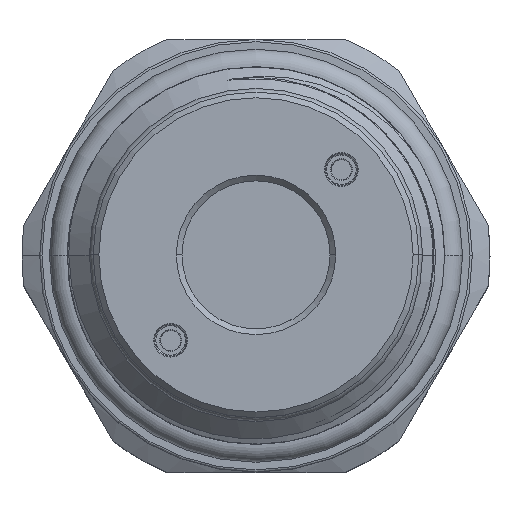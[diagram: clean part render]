
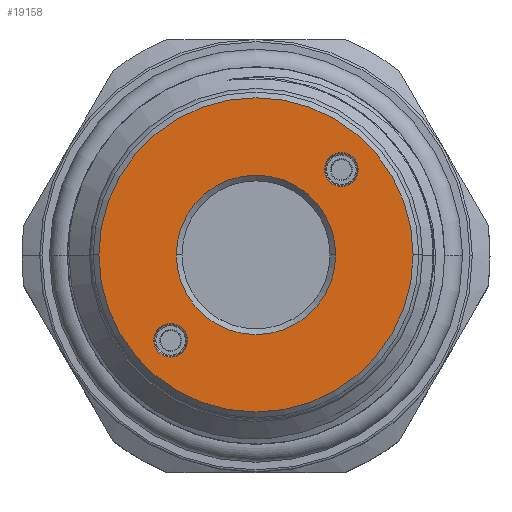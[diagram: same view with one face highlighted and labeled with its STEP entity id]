
A CAD part, top view. The second image highlights one B-rep face of the part: STEP entity #19158.
In plain terms, the highlighted planar face has unit normal (0, 0, 1).
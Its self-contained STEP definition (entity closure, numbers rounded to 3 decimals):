
#299 = VERTEX_POINT ( 'NONE', #7717 ) ;
#501 = DIRECTION ( 'NONE',  ( 1., 0., 0. ) ) ;
#1291 = VERTEX_POINT ( 'NONE', #29481 ) ;
#1698 = CIRCLE ( 'NONE', #21515, 1.48 ) ;
#1821 = ORIENTED_EDGE ( 'NONE', *, *, #32295, .T. ) ;
#2385 = DIRECTION ( 'NONE',  ( 0., -1., 0. ) ) ;
#2436 = CIRCLE ( 'NONE', #10779, 13.8 ) ;
#2597 = VERTEX_POINT ( 'NONE', #32579 ) ;
#3813 = DIRECTION ( 'NONE',  ( 0., 0., 1. ) ) ;
#3952 = CARTESIAN_POINT ( 'NONE',  ( 7.495, 8.976, 0. ) ) ;
#4481 = VERTEX_POINT ( 'NONE', #35001 ) ;
#5768 = ORIENTED_EDGE ( 'NONE', *, *, #32669, .T. ) ;
#6438 = CARTESIAN_POINT ( 'NONE',  ( -13.8, 0., 0. ) ) ;
#6633 = DIRECTION ( 'NONE',  ( 1., 0., 0. ) ) ;
#7360 = CARTESIAN_POINT ( 'NONE',  ( 0., 0., 0. ) ) ;
#7557 = CARTESIAN_POINT ( 'NONE',  ( -7.495, -7.495, 0. ) ) ;
#7685 = CARTESIAN_POINT ( 'NONE',  ( 7., 0., 0. ) ) ;
#7717 = CARTESIAN_POINT ( 'NONE',  ( 13.8, 0., 0. ) ) ;
#8863 = ORIENTED_EDGE ( 'NONE', *, *, #32979, .T. ) ;
#9144 = CIRCLE ( 'NONE', #17504, 7. ) ;
#9727 = ORIENTED_EDGE ( 'NONE', *, *, #22440, .T. ) ;
#9837 = FACE_BOUND ( 'NONE', #29530, .T. ) ;
#10488 = DIRECTION ( 'NONE',  ( 0., 0., -1. ) ) ;
#10708 = VERTEX_POINT ( 'NONE', #6438 ) ;
#10779 = AXIS2_PLACEMENT_3D ( 'NONE', #31274, #11939, #501 ) ;
#11939 = DIRECTION ( 'NONE',  ( 0., 0., 1. ) ) ;
#12052 = FACE_BOUND ( 'NONE', #32522, .T. ) ;
#12713 = CARTESIAN_POINT ( 'NONE',  ( 0., 0., 0. ) ) ;
#12816 = DIRECTION ( 'NONE',  ( 1., 0., 0. ) ) ;
#14949 = ORIENTED_EDGE ( 'NONE', *, *, #17633, .T. ) ;
#15441 = DIRECTION ( 'NONE',  ( 0., 0., -1. ) ) ;
#15612 = FACE_OUTER_BOUND ( 'NONE', #27750, .T. ) ;
#15680 = DIRECTION ( 'NONE',  ( 0., 0., -1. ) ) ;
#16089 = CIRCLE ( 'NONE', #22543, 1.48 ) ;
#17456 = AXIS2_PLACEMENT_3D ( 'NONE', #32497, #15680, #24191 ) ;
#17504 = AXIS2_PLACEMENT_3D ( 'NONE', #12713, #15441, #35100 ) ;
#17515 = AXIS2_PLACEMENT_3D ( 'NONE', #32250, #18372, #35067 ) ;
#17633 = EDGE_CURVE ( 'NONE', #10708, #299, #2436, .T. ) ;
#17879 = PLANE ( 'NONE',  #30335 ) ;
#18372 = DIRECTION ( 'NONE',  ( 0., 0., -1. ) ) ;
#18735 = CARTESIAN_POINT ( 'NONE',  ( -7.495, -6.015, 0. ) ) ;
#19158 = ADVANCED_FACE ( 'NONE', ( #9837, #26187, #15612, #12052 ), #17879, .T. ) ;
#20735 = CARTESIAN_POINT ( 'NONE',  ( 0., 0., 0. ) ) ;
#21230 = VERTEX_POINT ( 'NONE', #18735 ) ;
#21332 = DIRECTION ( 'NONE',  ( 0., 1., 0. ) ) ;
#21515 = AXIS2_PLACEMENT_3D ( 'NONE', #36234, #25081, #2385 ) ;
#21683 = CIRCLE ( 'NONE', #27288, 1.48 ) ;
#22440 = EDGE_CURVE ( 'NONE', #4481, #25047, #34246, .T. ) ;
#22543 = AXIS2_PLACEMENT_3D ( 'NONE', #24139, #32578, #21332 ) ;
#22687 = ORIENTED_EDGE ( 'NONE', *, *, #24908, .T. ) ;
#23190 = AXIS2_PLACEMENT_3D ( 'NONE', #7360, #29679, #12816 ) ;
#24139 = CARTESIAN_POINT ( 'NONE',  ( 7.495, 7.495, 0. ) ) ;
#24191 = DIRECTION ( 'NONE',  ( 0., 1., 0. ) ) ;
#24908 = EDGE_CURVE ( 'NONE', #34729, #2597, #16089, .T. ) ;
#25032 = CIRCLE ( 'NONE', #23190, 13.8 ) ;
#25047 = VERTEX_POINT ( 'NONE', #7685 ) ;
#25081 = DIRECTION ( 'NONE',  ( 0., 0., -1. ) ) ;
#26187 = FACE_BOUND ( 'NONE', #34187, .T. ) ;
#27288 = AXIS2_PLACEMENT_3D ( 'NONE', #7557, #10488, #30102 ) ;
#27750 = EDGE_LOOP ( 'NONE', ( #14949, #8863 ) ) ;
#29089 = EDGE_CURVE ( 'NONE', #21230, #1291, #21683, .T. ) ;
#29481 = CARTESIAN_POINT ( 'NONE',  ( -7.495, -8.976, 0. ) ) ;
#29530 = EDGE_LOOP ( 'NONE', ( #34194, #22687 ) ) ;
#29679 = DIRECTION ( 'NONE',  ( 0., 0., 1. ) ) ;
#30102 = DIRECTION ( 'NONE',  ( 0., -1., 0. ) ) ;
#30335 = AXIS2_PLACEMENT_3D ( 'NONE', #20735, #3813, #6633 ) ;
#30759 = EDGE_CURVE ( 'NONE', #2597, #34729, #33509, .T. ) ;
#31274 = CARTESIAN_POINT ( 'NONE',  ( 0., 0., 0. ) ) ;
#32250 = CARTESIAN_POINT ( 'NONE',  ( 0., 0., 0. ) ) ;
#32295 = EDGE_CURVE ( 'NONE', #1291, #21230, #1698, .T. ) ;
#32497 = CARTESIAN_POINT ( 'NONE',  ( 7.495, 7.495, 0. ) ) ;
#32522 = EDGE_LOOP ( 'NONE', ( #33999, #1821 ) ) ;
#32578 = DIRECTION ( 'NONE',  ( 0., 0., -1. ) ) ;
#32579 = CARTESIAN_POINT ( 'NONE',  ( 7.495, 6.015, 0. ) ) ;
#32669 = EDGE_CURVE ( 'NONE', #25047, #4481, #9144, .T. ) ;
#32979 = EDGE_CURVE ( 'NONE', #299, #10708, #25032, .T. ) ;
#33509 = CIRCLE ( 'NONE', #17456, 1.48 ) ;
#33999 = ORIENTED_EDGE ( 'NONE', *, *, #29089, .T. ) ;
#34187 = EDGE_LOOP ( 'NONE', ( #5768, #9727 ) ) ;
#34194 = ORIENTED_EDGE ( 'NONE', *, *, #30759, .T. ) ;
#34246 = CIRCLE ( 'NONE', #17515, 7. ) ;
#34729 = VERTEX_POINT ( 'NONE', #3952 ) ;
#35001 = CARTESIAN_POINT ( 'NONE',  ( -7., 0., 0. ) ) ;
#35067 = DIRECTION ( 'NONE',  ( 1., 0., 0. ) ) ;
#35100 = DIRECTION ( 'NONE',  ( 1., 0., 0. ) ) ;
#36234 = CARTESIAN_POINT ( 'NONE',  ( -7.495, -7.495, 0. ) ) ;
